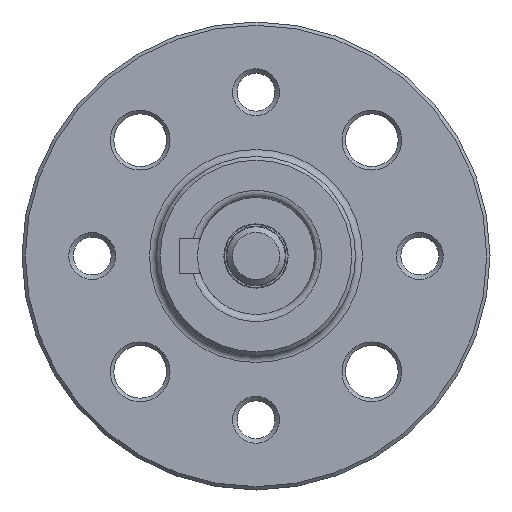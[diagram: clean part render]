
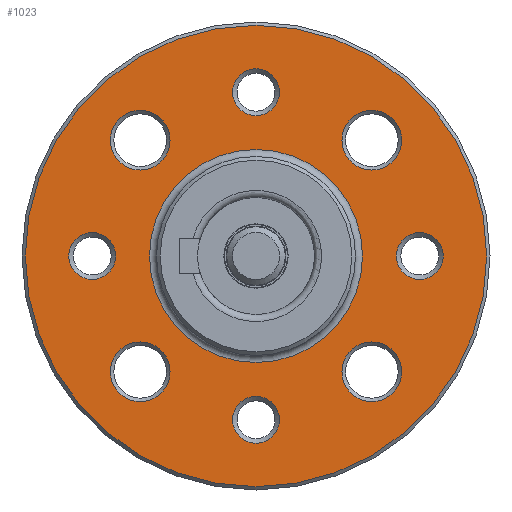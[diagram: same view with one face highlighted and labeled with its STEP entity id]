
A CAD part, left-side view. The second image highlights one B-rep face of the part: STEP entity #1023.
In plain terms, the highlighted planar face has unit normal (-1, 0, 0).
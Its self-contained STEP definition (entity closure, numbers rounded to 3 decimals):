
#176=ORIENTED_EDGE('',*,*,#413,.F.);
#177=ORIENTED_EDGE('',*,*,#414,.F.);
#178=ORIENTED_EDGE('',*,*,#415,.T.);
#179=ORIENTED_EDGE('',*,*,#416,.T.);
#180=ORIENTED_EDGE('',*,*,#417,.T.);
#181=ORIENTED_EDGE('',*,*,#418,.T.);
#182=ORIENTED_EDGE('',*,*,#419,.T.);
#183=ORIENTED_EDGE('',*,*,#420,.T.);
#184=ORIENTED_EDGE('',*,*,#421,.T.);
#185=ORIENTED_EDGE('',*,*,#412,.T.);
#412=EDGE_CURVE('',#532,#532,#623,.T.);
#413=EDGE_CURVE('',#533,#533,#624,.T.);
#414=EDGE_CURVE('',#534,#534,#625,.F.);
#415=EDGE_CURVE('',#535,#535,#626,.T.);
#416=EDGE_CURVE('',#536,#536,#627,.T.);
#417=EDGE_CURVE('',#537,#537,#628,.T.);
#418=EDGE_CURVE('',#538,#538,#629,.T.);
#419=EDGE_CURVE('',#539,#539,#630,.T.);
#420=EDGE_CURVE('',#540,#540,#631,.T.);
#421=EDGE_CURVE('',#541,#541,#632,.T.);
#532=VERTEX_POINT('',#1683);
#533=VERTEX_POINT('',#1686);
#534=VERTEX_POINT('',#1688);
#535=VERTEX_POINT('',#1690);
#536=VERTEX_POINT('',#1692);
#537=VERTEX_POINT('',#1694);
#538=VERTEX_POINT('',#1696);
#539=VERTEX_POINT('',#1698);
#540=VERTEX_POINT('',#1700);
#541=VERTEX_POINT('',#1702);
#623=CIRCLE('',#1145,9.1);
#624=CIRCLE('',#1147,19.717);
#625=CIRCLE('',#1148,2.);
#626=CIRCLE('',#1149,2.55);
#627=CIRCLE('',#1150,2.55);
#628=CIRCLE('',#1151,2.55);
#629=CIRCLE('',#1152,2.55);
#630=CIRCLE('',#1153,2.);
#631=CIRCLE('',#1154,2.);
#632=CIRCLE('',#1155,2.);
#703=EDGE_LOOP('',(#176));
#704=EDGE_LOOP('',(#177));
#705=EDGE_LOOP('',(#178));
#706=EDGE_LOOP('',(#179));
#707=EDGE_LOOP('',(#180));
#708=EDGE_LOOP('',(#181));
#709=EDGE_LOOP('',(#182));
#710=EDGE_LOOP('',(#183));
#711=EDGE_LOOP('',(#184));
#712=EDGE_LOOP('',(#185));
#850=FACE_BOUND('',#703,.T.);
#851=FACE_BOUND('',#704,.T.);
#852=FACE_BOUND('',#705,.T.);
#853=FACE_BOUND('',#706,.T.);
#854=FACE_BOUND('',#707,.T.);
#855=FACE_BOUND('',#708,.T.);
#856=FACE_BOUND('',#709,.T.);
#857=FACE_BOUND('',#710,.T.);
#858=FACE_BOUND('',#711,.T.);
#859=FACE_BOUND('',#712,.T.);
#991=PLANE('',#1146);
#1023=ADVANCED_FACE('',(#850,#851,#852,#853,#854,#855,#856,#857,#858,#859),
#991,.F.);
#1145=AXIS2_PLACEMENT_3D('',#1682,#1322,#1323);
#1146=AXIS2_PLACEMENT_3D('',#1684,#1324,#1325);
#1147=AXIS2_PLACEMENT_3D('',#1685,#1326,#1327);
#1148=AXIS2_PLACEMENT_3D('',#1687,#1328,#1329);
#1149=AXIS2_PLACEMENT_3D('',#1689,#1330,#1331);
#1150=AXIS2_PLACEMENT_3D('',#1691,#1332,#1333);
#1151=AXIS2_PLACEMENT_3D('',#1693,#1334,#1335);
#1152=AXIS2_PLACEMENT_3D('',#1695,#1336,#1337);
#1153=AXIS2_PLACEMENT_3D('',#1697,#1338,#1339);
#1154=AXIS2_PLACEMENT_3D('',#1699,#1340,#1341);
#1155=AXIS2_PLACEMENT_3D('',#1701,#1342,#1343);
#1322=DIRECTION('',(1.,0.,0.));
#1323=DIRECTION('',(0.,0.,-1.));
#1324=DIRECTION('',(1.,0.,0.));
#1325=DIRECTION('',(0.,0.,-1.));
#1326=DIRECTION('',(1.,0.,0.));
#1327=DIRECTION('',(0.,0.,-1.));
#1328=DIRECTION('',(1.,0.,0.));
#1329=DIRECTION('',(0.,0.,-1.));
#1330=DIRECTION('',(1.,0.,0.));
#1331=DIRECTION('',(0.,0.,-1.));
#1332=DIRECTION('',(1.,0.,0.));
#1333=DIRECTION('',(0.,0.,-1.));
#1334=DIRECTION('',(1.,0.,0.));
#1335=DIRECTION('',(0.,0.,-1.));
#1336=DIRECTION('',(1.,0.,0.));
#1337=DIRECTION('',(0.,0.,-1.));
#1338=DIRECTION('',(1.,0.,0.));
#1339=DIRECTION('',(0.,0.,-1.));
#1340=DIRECTION('',(1.,0.,0.));
#1341=DIRECTION('',(0.,0.,-1.));
#1342=DIRECTION('',(1.,0.,0.));
#1343=DIRECTION('',(0.,0.,-1.));
#1682=CARTESIAN_POINT('',(23.,0.,0.));
#1683=CARTESIAN_POINT('',(23.,0.,-9.1));
#1684=CARTESIAN_POINT('',(23.,9.1,0.));
#1685=CARTESIAN_POINT('',(23.,0.,0.));
#1686=CARTESIAN_POINT('',(23.,0.,-19.717));
#1687=CARTESIAN_POINT('',(23.,14.,0.));
#1688=CARTESIAN_POINT('',(23.,14.,-2.));
#1689=CARTESIAN_POINT('',(23.,9.899,9.899));
#1690=CARTESIAN_POINT('',(23.,9.899,7.349));
#1691=CARTESIAN_POINT('',(23.,9.899,-9.899));
#1692=CARTESIAN_POINT('',(23.,9.899,-12.449));
#1693=CARTESIAN_POINT('',(23.,-9.899,-9.899));
#1694=CARTESIAN_POINT('',(23.,-9.899,-12.449));
#1695=CARTESIAN_POINT('',(23.,-9.899,9.899));
#1696=CARTESIAN_POINT('',(23.,-9.899,7.349));
#1697=CARTESIAN_POINT('',(23.,0.,14.));
#1698=CARTESIAN_POINT('',(23.,0.,12.));
#1699=CARTESIAN_POINT('',(23.,0.,-14.));
#1700=CARTESIAN_POINT('',(23.,0.,-16.));
#1701=CARTESIAN_POINT('',(23.,-14.,0.));
#1702=CARTESIAN_POINT('',(23.,-14.,-2.));
